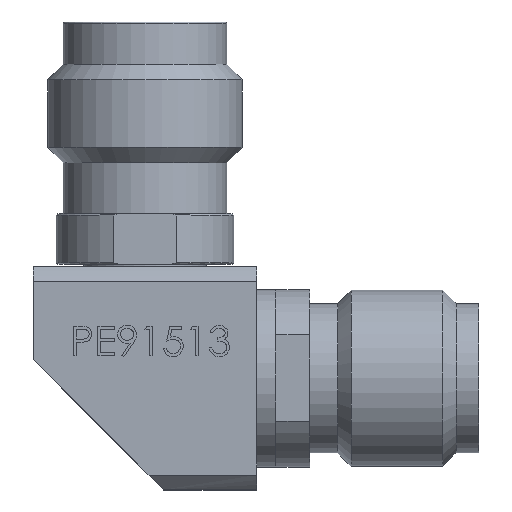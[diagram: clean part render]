
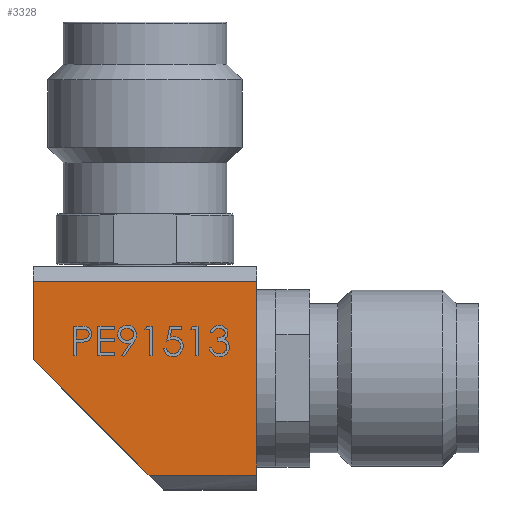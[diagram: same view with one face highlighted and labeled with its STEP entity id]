
A CAD part, top view. The second image highlights one B-rep face of the part: STEP entity #3328.
In plain terms, the highlighted planar face has unit normal (0, 0, 1).
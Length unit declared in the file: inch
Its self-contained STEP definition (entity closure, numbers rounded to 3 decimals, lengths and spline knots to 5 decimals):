
#67 = VERTEX_POINT ( 'NONE', #6559 ) ;
#155 = ORIENTED_EDGE ( 'NONE', *, *, #3635, .F. ) ;
#472 = EDGE_CURVE ( 'NONE', #756, #7434, #4579, .T. ) ;
#514 = CARTESIAN_POINT ( 'NONE',  ( 0., 0., 0.15591 ) ) ;
#516 = CARTESIAN_POINT ( 'NONE',  ( -0.02677, 0.13553, 0.15591 ) ) ;
#575 = VECTOR ( 'NONE', #7448, 39.37008 ) ;
#756 = VERTEX_POINT ( 'NONE', #4032 ) ;
#1255 = AXIS2_PLACEMENT_3D ( 'NONE', #514, #5704, #7527 ) ;
#1312 = VECTOR ( 'NONE', #2265, 39.37008 ) ;
#2200 = CARTESIAN_POINT ( 'NONE',  ( -0.33858, 0.02598, 0.15591 ) ) ;
#2265 = DIRECTION ( 'NONE',  ( 0., -1., 0. ) ) ;
#2314 = LINE ( 'NONE', #4708, #3891 ) ;
#2320 = FACE_OUTER_BOUND ( 'NONE', #5257, .T. ) ;
#2343 = LINE ( 'NONE', #5698, #575 ) ;
#2393 = CARTESIAN_POINT ( 'NONE',  ( -0.02677, -0.13553, 0.15591 ) ) ;
#2673 = EDGE_CURVE ( 'NONE', #4594, #5433, #3925, .T. ) ;
#3328 = ADVANCED_FACE ( 'NONE', ( #2320 ), #4674, .T. ) ;
#3635 = EDGE_CURVE ( 'NONE', #756, #5433, #2343, .T. ) ;
#3891 = VECTOR ( 'NONE', #7060, 39.37008 ) ;
#3925 = LINE ( 'NONE', #4102, #5919 ) ;
#4014 = DIRECTION ( 'NONE',  ( 0.707, -0.707, 0. ) ) ;
#4032 = CARTESIAN_POINT ( 'NONE',  ( -0.33858, 0.13553, 0.15591 ) ) ;
#4102 = CARTESIAN_POINT ( 'NONE',  ( -0.02677, -0.13553, 0.15591 ) ) ;
#4135 = ORIENTED_EDGE ( 'NONE', *, *, #4427, .T. ) ;
#4362 = ORIENTED_EDGE ( 'NONE', *, *, #472, .T. ) ;
#4427 = EDGE_CURVE ( 'NONE', #67, #4594, #2314, .T. ) ;
#4579 = LINE ( 'NONE', #5764, #1312 ) ;
#4594 = VERTEX_POINT ( 'NONE', #2393 ) ;
#4674 = PLANE ( 'NONE',  #1255 ) ;
#4708 = CARTESIAN_POINT ( 'NONE',  ( -0.17707, -0.13553, 0.15591 ) ) ;
#4861 = VECTOR ( 'NONE', #4014, 39.37008 ) ;
#5194 = ORIENTED_EDGE ( 'NONE', *, *, #2673, .T. ) ;
#5257 = EDGE_LOOP ( 'NONE', ( #5194, #155, #4362, #6673, #4135 ) ) ;
#5433 = VERTEX_POINT ( 'NONE', #516 ) ;
#5698 = CARTESIAN_POINT ( 'NONE',  ( -0.33858, 0.13553, 0.15591 ) ) ;
#5704 = DIRECTION ( 'NONE',  ( 0., 0., 1. ) ) ;
#5764 = CARTESIAN_POINT ( 'NONE',  ( -0.33858, 0.13553, 0.15591 ) ) ;
#5919 = VECTOR ( 'NONE', #6852, 39.37008 ) ;
#6164 = EDGE_CURVE ( 'NONE', #7434, #67, #7485, .T. ) ;
#6559 = CARTESIAN_POINT ( 'NONE',  ( -0.17707, -0.13553, 0.15591 ) ) ;
#6673 = ORIENTED_EDGE ( 'NONE', *, *, #6164, .T. ) ;
#6852 = DIRECTION ( 'NONE',  ( 0., 1., 0. ) ) ;
#7043 = CARTESIAN_POINT ( 'NONE',  ( -0.33858, 0.02598, 0.15591 ) ) ;
#7060 = DIRECTION ( 'NONE',  ( 1., 0., 0. ) ) ;
#7434 = VERTEX_POINT ( 'NONE', #7043 ) ;
#7448 = DIRECTION ( 'NONE',  ( 1., 0., 0. ) ) ;
#7485 = LINE ( 'NONE', #2200, #4861 ) ;
#7527 = DIRECTION ( 'NONE',  ( 1., 0., 0. ) ) ;
